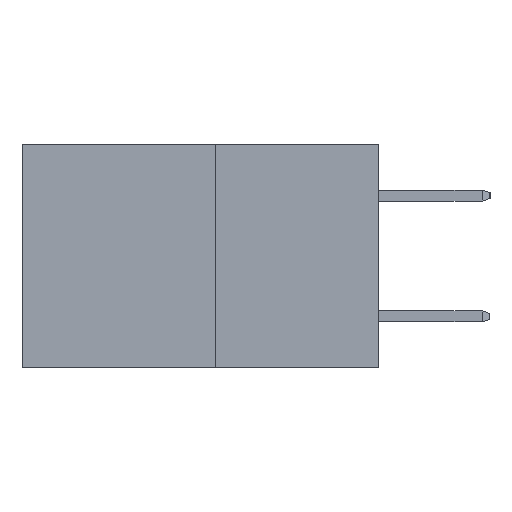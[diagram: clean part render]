
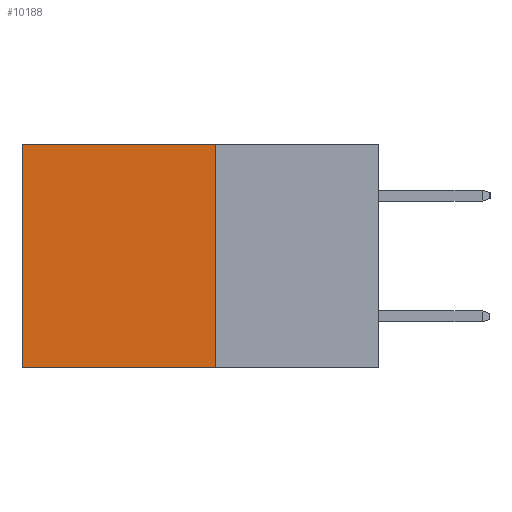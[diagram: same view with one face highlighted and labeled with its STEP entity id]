
A CAD part, left-side view. The second image highlights one B-rep face of the part: STEP entity #10188.
In plain terms, the highlighted planar face has unit normal (-1, 0, 0).
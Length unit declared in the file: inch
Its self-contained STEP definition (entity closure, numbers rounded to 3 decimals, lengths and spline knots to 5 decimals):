
#1133 = VECTOR ( 'NONE', #15409, 39.37008 ) ;
#1249 = CARTESIAN_POINT ( 'NONE',  ( 0.277, 0.59, -0.37 ) ) ;
#1946 = EDGE_CURVE ( 'NONE', #19147, #15710, #11078, .T. ) ;
#2088 = ORIENTED_EDGE ( 'NONE', *, *, #11109, .T. ) ;
#2650 = ORIENTED_EDGE ( 'NONE', *, *, #13291, .F. ) ;
#2692 = ORIENTED_EDGE ( 'NONE', *, *, #1946, .F. ) ;
#2929 = DIRECTION ( 'NONE',  ( 0., 0., -1. ) ) ;
#2996 = VERTEX_POINT ( 'NONE', #18130 ) ;
#3066 = DIRECTION ( 'NONE',  ( 0., 1., 0. ) ) ;
#3173 = ORIENTED_EDGE ( 'NONE', *, *, #13660, .T. ) ;
#3480 = CARTESIAN_POINT ( 'NONE',  ( 0.277, 0.59, -0.37 ) ) ;
#4203 = CARTESIAN_POINT ( 'NONE',  ( 0.277, 0.27, -0.37 ) ) ;
#4641 = DIRECTION ( 'NONE',  ( 0., 0., -1. ) ) ;
#7513 = PLANE ( 'NONE',  #7676 ) ;
#7676 = AXIS2_PLACEMENT_3D ( 'NONE', #18587, #20144, #10717 ) ;
#8289 = CARTESIAN_POINT ( 'NONE',  ( 0.277, 0.27, -0.37 ) ) ;
#8368 = LINE ( 'NONE', #13838, #1133 ) ;
#9605 = CARTESIAN_POINT ( 'NONE',  ( 0.277, 0.27, -0.37 ) ) ;
#10188 = ADVANCED_FACE ( 'NONE', ( #15692 ), #7513, .F. ) ;
#10636 = VECTOR ( 'NONE', #3066, 39.37008 ) ;
#10717 = DIRECTION ( 'NONE',  ( 0., 0., -1. ) ) ;
#11078 = LINE ( 'NONE', #8289, #19461 ) ;
#11109 = EDGE_CURVE ( 'NONE', #2996, #19276, #15656, .T. ) ;
#11377 = CARTESIAN_POINT ( 'NONE',  ( 0.277, 0.27, 0. ) ) ;
#13061 = EDGE_LOOP ( 'NONE', ( #2088, #2650, #2692, #3173 ) ) ;
#13291 = EDGE_CURVE ( 'NONE', #15710, #19276, #15352, .T. ) ;
#13660 = EDGE_CURVE ( 'NONE', #19147, #2996, #8368, .T. ) ;
#13838 = CARTESIAN_POINT ( 'NONE',  ( 0.277, 0.27, 0. ) ) ;
#14666 = VECTOR ( 'NONE', #2929, 39.37008 ) ;
#15352 = LINE ( 'NONE', #9605, #10636 ) ;
#15409 = DIRECTION ( 'NONE',  ( 0., 1., 0. ) ) ;
#15656 = LINE ( 'NONE', #1249, #14666 ) ;
#15692 = FACE_OUTER_BOUND ( 'NONE', #13061, .T. ) ;
#15710 = VERTEX_POINT ( 'NONE', #4203 ) ;
#18130 = CARTESIAN_POINT ( 'NONE',  ( 0.277, 0.59, 0. ) ) ;
#18587 = CARTESIAN_POINT ( 'NONE',  ( 0.277, 0.27, -0.37 ) ) ;
#19147 = VERTEX_POINT ( 'NONE', #11377 ) ;
#19276 = VERTEX_POINT ( 'NONE', #3480 ) ;
#19461 = VECTOR ( 'NONE', #4641, 39.37008 ) ;
#20144 = DIRECTION ( 'NONE',  ( 1., 0., 0. ) ) ;
